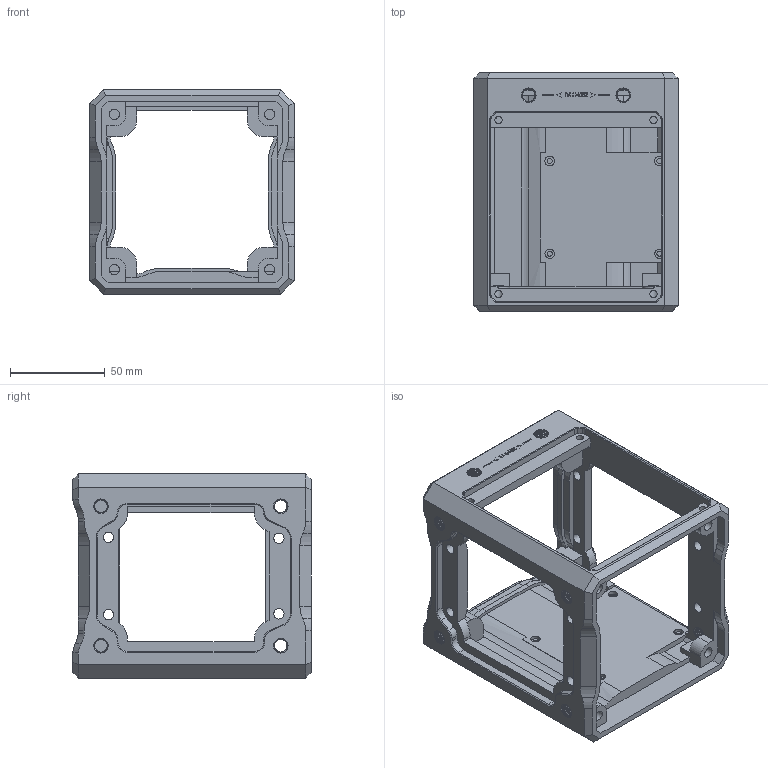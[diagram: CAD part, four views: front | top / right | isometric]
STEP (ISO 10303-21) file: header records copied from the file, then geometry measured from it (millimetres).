
FILE_DESCRIPTION(/* description */ (''),/* implementation_level */ '2;1');
FILE_NAME(/* name */ 'Main Body STEP.step',/* time_stamp */ '2026-01-08T14:23:39+02:00',/* author */ (''),/* organization */ (''),/* preprocessor_version */ 'ST-DEVELOPER v20.1',/* originating_system */ 'Autodesk Translation Framework v14.17.0.0',/* authorisation */ '');
FILE_SCHEMA (('AUTOMOTIVE_DESIGN { 1 0 10303 214 3 1 1 }'));
Products named in the file (1): FusionComponent
Bounding box: 108 x 126 x 108.01 mm (x, y, z)
Volume: 257970.1 mm3; surface area: 82423.2 mm2
Topology: 1 solids, 1 shells, 920 faces, 2528 edges, 1624 vertices
Faces by surface type: plane 386, cylinder 341, bspline 140, cone 53
Full cylindrical faces by diameter (mm): 2.7 x4, 3.9 x4, 4.948 x1, 5.012 x2, 5.016 x1, 5.45 x16, 6.746 x39, 8.095 x27
Entity records: 45895 total; most frequent: CARTESIAN_POINT 23939, ORIENTED_EDGE 5056, DIRECTION 3782, EDGE_CURVE 2528, VERTEX_POINT 1624, LINE 1420, VECTOR 1420, AXIS2_PLACEMENT_3D 1181
